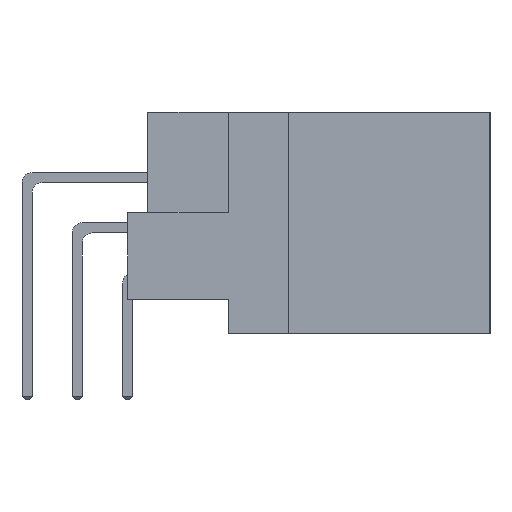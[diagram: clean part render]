
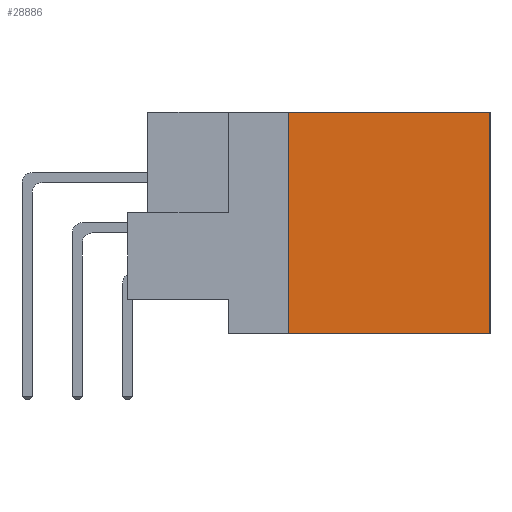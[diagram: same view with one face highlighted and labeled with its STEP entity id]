
A CAD part, left-side view. The second image highlights one B-rep face of the part: STEP entity #28886.
In plain terms, the highlighted planar face has unit normal (-1, 0, 0).
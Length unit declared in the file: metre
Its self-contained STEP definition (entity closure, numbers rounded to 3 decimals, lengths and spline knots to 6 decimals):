
#8613=ORIENTED_EDGE('',*,*,#12516,.T.);
#8614=ORIENTED_EDGE('',*,*,#12578,.F.);
#8615=ORIENTED_EDGE('',*,*,#12558,.F.);
#8616=ORIENTED_EDGE('',*,*,#12535,.T.);
#12516=EDGE_CURVE('',#14907,#14906,#18420,.T.);
#12535=EDGE_CURVE('',#14925,#14907,#18439,.T.);
#12558=EDGE_CURVE('',#14925,#14939,#18462,.T.);
#12578=EDGE_CURVE('',#14939,#14906,#18478,.T.);
#14906=VERTEX_POINT('',#48423);
#14907=VERTEX_POINT('',#48425);
#14925=VERTEX_POINT('',#48464);
#14939=VERTEX_POINT('',#48501);
#18420=LINE('',#48424,#21958);
#18439=LINE('',#48463,#21977);
#18462=LINE('',#48506,#22000);
#18478=LINE('',#48549,#22016);
#21958=VECTOR('',#40294,1.);
#21977=VECTOR('',#40317,1.);
#22000=VECTOR('',#40348,1.);
#22016=VECTOR('',#40398,1.);
#23790=EDGE_LOOP('',(#8613,#8614,#8615,#8616));
#25558=FACE_BOUND('',#23790,.T.);
#27125=PLANE('',#32400);
#28886=ADVANCED_FACE('',(#25558),#27125,.F.);
#32400=AXIS2_PLACEMENT_3D('',#48550,#40399,#40400);
#40294=DIRECTION('',(0.,1.,0.));
#40317=DIRECTION('',(0.,0.,1.));
#40348=DIRECTION('',(0.,1.,0.));
#40398=DIRECTION('',(0.,0.,1.));
#40399=DIRECTION('',(1.,0.,0.));
#40400=DIRECTION('',(0.,0.,-1.));
#48423=CARTESIAN_POINT('',(-0.044,0.001,0.0055));
#48424=CARTESIAN_POINT('',(-0.044,-0.004,0.0055));
#48425=CARTESIAN_POINT('',(-0.044,-0.009,0.0055));
#48463=CARTESIAN_POINT('',(-0.044,-0.009,-0.0055));
#48464=CARTESIAN_POINT('',(-0.044,-0.009,-0.0055));
#48501=CARTESIAN_POINT('',(-0.044,0.001,-0.0055));
#48506=CARTESIAN_POINT('',(-0.044,-0.004,-0.0055));
#48549=CARTESIAN_POINT('',(-0.044,0.001,-0.0055));
#48550=CARTESIAN_POINT('',(-0.044,-0.004,-0.0055));
